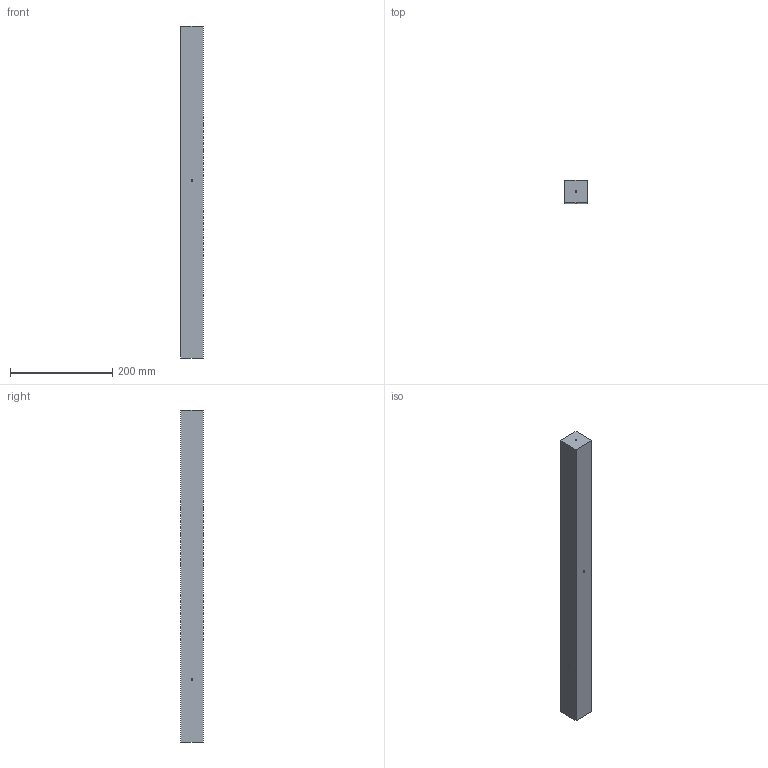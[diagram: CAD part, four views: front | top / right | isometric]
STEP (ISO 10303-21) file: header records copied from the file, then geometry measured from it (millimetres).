
FILE_DESCRIPTION (( 'STEP AP203' ), '1' );
FILE_NAME ('WOODEN_BATTEN-44X44_L650.STEP', '2026-01-20T11:21:54', ( '' ), ( '' ), 'SwSTEP 2.0', 'SolidWorks 2024', '' );
FILE_SCHEMA (( 'CONFIG_CONTROL_DESIGN' ));
Length unit declared in the file: millimetre
Products named in the file (1): WOODEN_BATTEN-44X44_L650
Bounding box: 44 x 44 x 650 mm (x, y, z)
Volume: 1256976.1 mm3; surface area: 119860.9 mm2
Topology: 1 solids, 1 shells, 10 faces, 22 edges, 15 vertices
Faces by surface type: plane 7, cylinder 3
Full cylindrical faces by diameter (mm): 3.5 x3
Entity records: 339 total; most frequent: DIRECTION 46, CARTESIAN_POINT 43, ORIENTED_EDGE 36, EDGE_LOOP 18, EDGE_CURVE 18, AXIS2_PLACEMENT_3D 17, VERTEX_POINT 14, FACE_OUTER_BOUND 13
